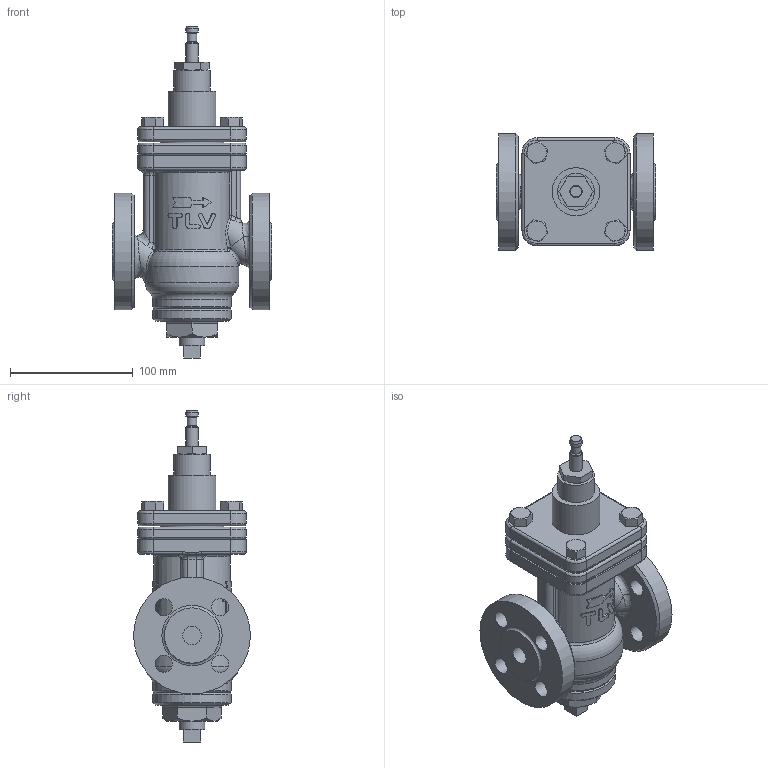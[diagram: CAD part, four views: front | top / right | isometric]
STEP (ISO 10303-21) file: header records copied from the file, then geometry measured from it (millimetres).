
FILE_DESCRIPTION(/* description */ (''),/* implementation_level */ '2;1');
FILE_NAME(/* name */ 'cvsr0-015-e0040-01.stp',/* time_stamp */ '2018-08-23T09:23:35+09:00',/* author */ ('nakaot'),/* organization */ (''),/* preprocessor_version */ 'ST-DEVELOPER v15.6',/* originating_system */ 'Autodesk Inventor 2015',/* authorisation */ '');
FILE_SCHEMA (('CONFIG_CONTROL_DESIGN'));
Length unit declared in the file: millimetre
Products named in the file (1): cvsr0-015-e0040-01
Bounding box: 130 x 95 x 270 mm (x, y, z)
Volume: 1001695.6 mm3; surface area: 137906.1 mm2
Topology: 3 solids, 3 shells, 354 faces, 839 edges, 518 vertices
Faces by surface type: plane 114, cylinder 83, bspline 78, cone 40, torus 39
Full cylindrical faces by diameter (mm): 7.5 x1, 9.95 x2, 14 x8, 15 x2, 21 x1, 30 x1, 39 x1, 52 x1, 64 x2, 95 x2
Entity records: 12173 total; most frequent: CARTESIAN_POINT 4710, ORIENTED_EDGE 1590, DIRECTION 1394, EDGE_CURVE 795, AXIS2_PLACEMENT_3D 558, VERTEX_POINT 509, EDGE_LOOP 432, FACE_OUTER_BOUND 354
